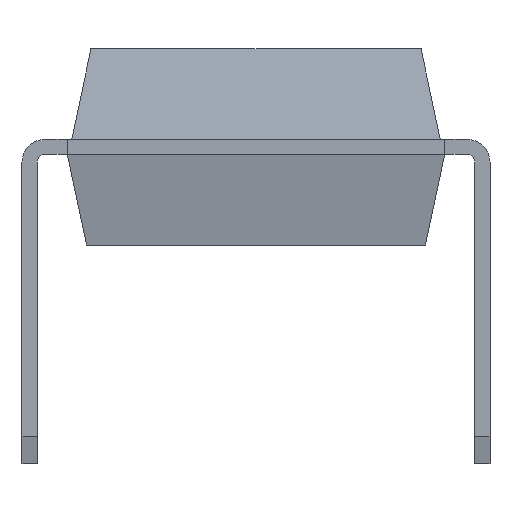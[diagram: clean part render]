
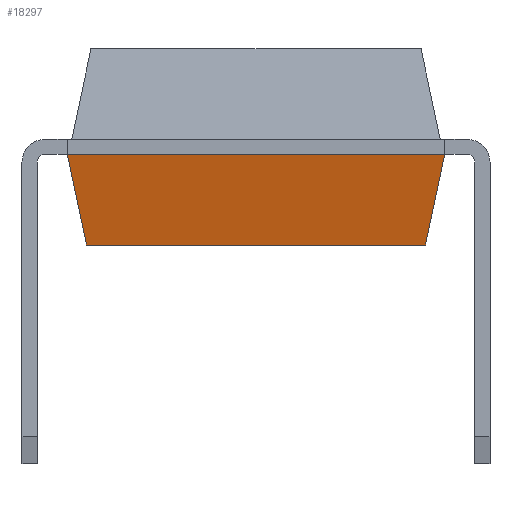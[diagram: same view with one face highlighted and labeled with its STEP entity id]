
A CAD part, front view. The second image highlights one B-rep face of the part: STEP entity #18297.
In plain terms, the highlighted free-form (B-spline) face has degree [1, 1] with [2, 2] control points.
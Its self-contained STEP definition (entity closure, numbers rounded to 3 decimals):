
#17558 = VERTEX_POINT('',#17559);
#17559 = CARTESIAN_POINT('',(6.661,-8.121,0.38));
#17568 = PLANE('',#17569);
#17569 = AXIS2_PLACEMENT_3D('',#17570,#17571,#17572);
#17570 = CARTESIAN_POINT('',(6.661,-8.121,0.38));
#17571 = DIRECTION('',(0.,0.,-1.));
#17572 = DIRECTION('',(-0.552,0.834,0.));
#17580 = B_SPLINE_SURFACE_WITH_KNOTS('',1,1,(
    (#17581,#17582)
    ,(#17583,#17584
    )),.UNSPECIFIED.,.F.,.F.,.F.,(2,2),(2,2),(0.,9.27),(0.,1.)
  ,.PIECEWISE_BEZIER_KNOTS.);
#17581 = CARTESIAN_POINT('',(6.661,-8.121,0.38));
#17582 = CARTESIAN_POINT('',(6.985,-8.445,1.903));
#17583 = CARTESIAN_POINT('',(6.661,0.501,0.38));
#17584 = CARTESIAN_POINT('',(6.985,0.825,1.903));
#17619 = VERTEX_POINT('',#17620);
#17620 = CARTESIAN_POINT('',(0.959,-8.121,0.38));
#17634 = B_SPLINE_SURFACE_WITH_KNOTS('',1,1,(
    (#17635,#17636)
    ,(#17637,#17638
    )),.UNSPECIFIED.,.F.,.F.,.F.,(2,2),(2,2),(0.,9.27),(0.,1.)
  ,.PIECEWISE_BEZIER_KNOTS.);
#17635 = CARTESIAN_POINT('',(0.959,0.501,0.38));
#17636 = CARTESIAN_POINT('',(0.635,0.825,1.903));
#17637 = CARTESIAN_POINT('',(0.959,-8.121,0.38));
#17638 = CARTESIAN_POINT('',(0.635,-8.445,1.903));
#17645 = EDGE_CURVE('',#17619,#17558,#17646,.T.);
#17646 = SURFACE_CURVE('',#17647,(#17651,#17658),.PCURVE_S1.);
#17647 = LINE('',#17648,#17649);
#17648 = CARTESIAN_POINT('',(0.959,-8.121,0.38));
#17649 = VECTOR('',#17650,1.);
#17650 = DIRECTION('',(1.,0.,0.));
#17651 = PCURVE('',#17568,#17652);
#17652 = DEFINITIONAL_REPRESENTATION('',(#17653),#17657);
#17653 = LINE('',#17654,#17655);
#17654 = CARTESIAN_POINT('',(3.146,-4.756));
#17655 = VECTOR('',#17656,1.);
#17656 = DIRECTION('',(-0.552,0.834));
#17657 = ( GEOMETRIC_REPRESENTATION_CONTEXT(2) 
PARAMETRIC_REPRESENTATION_CONTEXT() REPRESENTATION_CONTEXT('2D SPACE',''
  ) );
#17658 = PCURVE('',#17659,#17664);
#17659 = B_SPLINE_SURFACE_WITH_KNOTS('',1,1,(
    (#17660,#17661)
    ,(#17662,#17663
    )),.UNSPECIFIED.,.F.,.F.,.F.,(2,2),(2,2),(0.,6.35),(0.,1.)
  ,.PIECEWISE_BEZIER_KNOTS.);
#17660 = CARTESIAN_POINT('',(0.959,-8.121,0.38));
#17661 = CARTESIAN_POINT('',(0.635,-8.445,1.903));
#17662 = CARTESIAN_POINT('',(6.661,-8.121,0.38));
#17663 = CARTESIAN_POINT('',(6.985,-8.445,1.903));
#17664 = DEFINITIONAL_REPRESENTATION('',(#17665),#17668);
#17665 = B_SPLINE_CURVE_WITH_KNOTS('',1,(#17666,#17667),.UNSPECIFIED.,
  .F.,.F.,(2,2),(0.,5.703),.PIECEWISE_BEZIER_KNOTS.);
#17666 = CARTESIAN_POINT('',(0.,0.));
#17667 = CARTESIAN_POINT('',(6.35,0.));
#17668 = ( GEOMETRIC_REPRESENTATION_CONTEXT(2) 
PARAMETRIC_REPRESENTATION_CONTEXT() REPRESENTATION_CONTEXT('2D SPACE',''
  ) );
#17921 = VERTEX_POINT('',#17922);
#17922 = CARTESIAN_POINT('',(6.985,-8.445,1.903));
#17948 = EDGE_CURVE('',#17558,#17921,#17949,.T.);
#17949 = SURFACE_CURVE('',#17950,(#17953,#17960),.PCURVE_S1.);
#17950 = B_SPLINE_CURVE_WITH_KNOTS('',1,(#17951,#17952),.UNSPECIFIED.,
  .F.,.F.,(2,2),(0.,1.),.PIECEWISE_BEZIER_KNOTS.);
#17951 = CARTESIAN_POINT('',(6.661,-8.121,0.38));
#17952 = CARTESIAN_POINT('',(6.985,-8.445,1.903));
#17953 = PCURVE('',#17580,#17954);
#17954 = DEFINITIONAL_REPRESENTATION('',(#17955),#17959);
#17955 = LINE('',#17956,#17957);
#17956 = CARTESIAN_POINT('',(0.,0.));
#17957 = VECTOR('',#17958,1.);
#17958 = DIRECTION('',(0.,1.));
#17959 = ( GEOMETRIC_REPRESENTATION_CONTEXT(2) 
PARAMETRIC_REPRESENTATION_CONTEXT() REPRESENTATION_CONTEXT('2D SPACE',''
  ) );
#17960 = PCURVE('',#17659,#17961);
#17961 = DEFINITIONAL_REPRESENTATION('',(#17962),#17966);
#17962 = LINE('',#17963,#17964);
#17963 = CARTESIAN_POINT('',(6.35,0.));
#17964 = VECTOR('',#17965,1.);
#17965 = DIRECTION('',(0.,1.));
#17966 = ( GEOMETRIC_REPRESENTATION_CONTEXT(2) 
PARAMETRIC_REPRESENTATION_CONTEXT() REPRESENTATION_CONTEXT('2D SPACE',''
  ) );
#18025 = EDGE_CURVE('',#17619,#18026,#18028,.T.);
#18026 = VERTEX_POINT('',#18027);
#18027 = CARTESIAN_POINT('',(0.635,-8.445,1.903));
#18028 = SURFACE_CURVE('',#18029,(#18032,#18039),.PCURVE_S1.);
#18029 = B_SPLINE_CURVE_WITH_KNOTS('',1,(#18030,#18031),.UNSPECIFIED.,
  .F.,.F.,(2,2),(0.,1.),.PIECEWISE_BEZIER_KNOTS.);
#18030 = CARTESIAN_POINT('',(0.959,-8.121,0.38));
#18031 = CARTESIAN_POINT('',(0.635,-8.445,1.903));
#18032 = PCURVE('',#17634,#18033);
#18033 = DEFINITIONAL_REPRESENTATION('',(#18034),#18038);
#18034 = LINE('',#18035,#18036);
#18035 = CARTESIAN_POINT('',(9.27,0.));
#18036 = VECTOR('',#18037,1.);
#18037 = DIRECTION('',(0.,1.));
#18038 = ( GEOMETRIC_REPRESENTATION_CONTEXT(2) 
PARAMETRIC_REPRESENTATION_CONTEXT() REPRESENTATION_CONTEXT('2D SPACE',''
  ) );
#18039 = PCURVE('',#17659,#18040);
#18040 = DEFINITIONAL_REPRESENTATION('',(#18041),#18045);
#18041 = LINE('',#18042,#18043);
#18042 = CARTESIAN_POINT('',(0.,0.));
#18043 = VECTOR('',#18044,1.);
#18044 = DIRECTION('',(0.,1.));
#18045 = ( GEOMETRIC_REPRESENTATION_CONTEXT(2) 
PARAMETRIC_REPRESENTATION_CONTEXT() REPRESENTATION_CONTEXT('2D SPACE',''
  ) );
#18297 = ADVANCED_FACE('',(#18298),#17659,.T.);
#18298 = FACE_BOUND('',#18299,.T.);
#18299 = EDGE_LOOP('',(#18300,#18301,#18302,#18328));
#18300 = ORIENTED_EDGE('',*,*,#17645,.T.);
#18301 = ORIENTED_EDGE('',*,*,#17948,.T.);
#18302 = ORIENTED_EDGE('',*,*,#18303,.F.);
#18303 = EDGE_CURVE('',#18026,#17921,#18304,.T.);
#18304 = SURFACE_CURVE('',#18305,(#18309,#18316),.PCURVE_S1.);
#18305 = LINE('',#18306,#18307);
#18306 = CARTESIAN_POINT('',(0.635,-8.445,1.903));
#18307 = VECTOR('',#18308,1.);
#18308 = DIRECTION('',(1.,0.,0.));
#18309 = PCURVE('',#17659,#18310);
#18310 = DEFINITIONAL_REPRESENTATION('',(#18311),#18315);
#18311 = LINE('',#18312,#18313);
#18312 = CARTESIAN_POINT('',(0.,1.));
#18313 = VECTOR('',#18314,1.);
#18314 = DIRECTION('',(1.,0.));
#18315 = ( GEOMETRIC_REPRESENTATION_CONTEXT(2) 
PARAMETRIC_REPRESENTATION_CONTEXT() REPRESENTATION_CONTEXT('2D SPACE',''
  ) );
#18316 = PCURVE('',#18317,#18322);
#18317 = PLANE('',#18318);
#18318 = AXIS2_PLACEMENT_3D('',#18319,#18320,#18321);
#18319 = CARTESIAN_POINT('',(0.635,-8.445,2.157));
#18320 = DIRECTION('',(0.,-1.,0.));
#18321 = DIRECTION('',(1.,0.,0.));
#18322 = DEFINITIONAL_REPRESENTATION('',(#18323),#18327);
#18323 = LINE('',#18324,#18325);
#18324 = CARTESIAN_POINT('',(0.,-0.254));
#18325 = VECTOR('',#18326,1.);
#18326 = DIRECTION('',(1.,0.));
#18327 = ( GEOMETRIC_REPRESENTATION_CONTEXT(2) 
PARAMETRIC_REPRESENTATION_CONTEXT() REPRESENTATION_CONTEXT('2D SPACE',''
  ) );
#18328 = ORIENTED_EDGE('',*,*,#18025,.F.);
